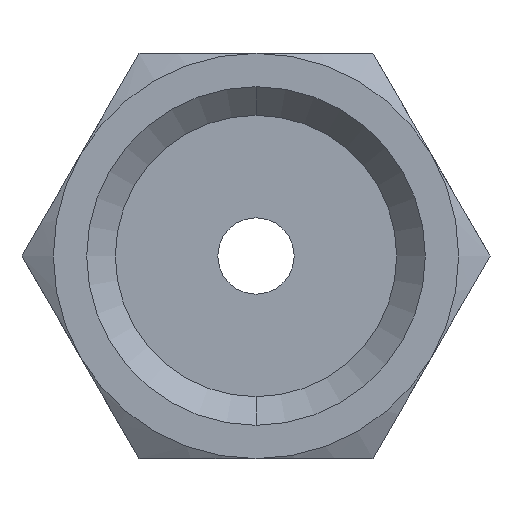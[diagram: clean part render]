
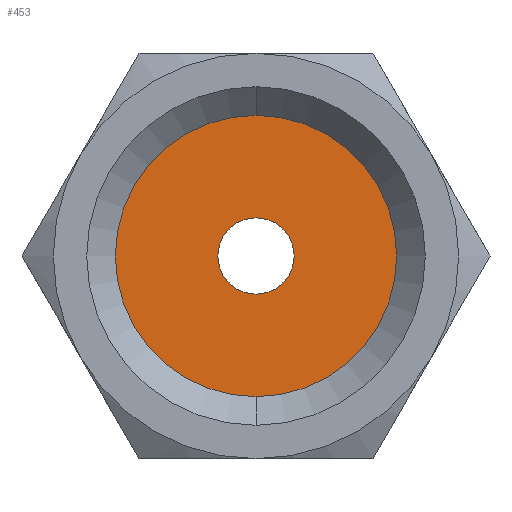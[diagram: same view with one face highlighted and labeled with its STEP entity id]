
A CAD part, front view. The second image highlights one B-rep face of the part: STEP entity #453.
In plain terms, the highlighted planar face has unit normal (0, -1, 0).
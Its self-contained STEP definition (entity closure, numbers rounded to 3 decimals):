
#14 = ORIENTED_EDGE ( 'NONE', *, *, #746, .F. ) ;
#27 = DIRECTION ( 'NONE',  ( 0., 0., 1. ) ) ;
#43 = CARTESIAN_POINT ( 'NONE',  ( 0., 11., 0. ) ) ;
#69 = CARTESIAN_POINT ( 'NONE',  ( 0., 11., 0. ) ) ;
#74 = CIRCLE ( 'NONE', #222, 1.6 ) ;
#109 = AXIS2_PLACEMENT_3D ( 'NONE', #69, #389, #366 ) ;
#123 = DIRECTION ( 'NONE',  ( 0., 0., 1. ) ) ;
#140 = DIRECTION ( 'NONE',  ( 0., -1., 0. ) ) ;
#146 = DIRECTION ( 'NONE',  ( 0., -1., 0. ) ) ;
#203 = VERTEX_POINT ( 'NONE', #512 ) ;
#222 = AXIS2_PLACEMENT_3D ( 'NONE', #43, #146, #123 ) ;
#301 = CARTESIAN_POINT ( 'NONE',  ( 0., 11., 1.6 ) ) ;
#366 = DIRECTION ( 'NONE',  ( 0., 0., 1. ) ) ;
#389 = DIRECTION ( 'NONE',  ( 0., 1., 0. ) ) ;
#444 = AXIS2_PLACEMENT_3D ( 'NONE', #674, #140, #27 ) ;
#452 = DIRECTION ( 'NONE',  ( 0., -1., 0. ) ) ;
#453 = ADVANCED_FACE ( 'NONE', ( #1373, #755 ), #894, .F. ) ;
#512 = CARTESIAN_POINT ( 'NONE',  ( 0., 11., 5.9 ) ) ;
#570 = EDGE_CURVE ( 'NONE', #1212, #203, #1278, .T. ) ;
#598 = DIRECTION ( 'NONE',  ( 0., 0., -1. ) ) ;
#611 = AXIS2_PLACEMENT_3D ( 'NONE', #802, #814, #728 ) ;
#642 = EDGE_LOOP ( 'NONE', ( #1031, #1282 ) ) ;
#674 = CARTESIAN_POINT ( 'NONE',  ( 0., 11., 0. ) ) ;
#720 = EDGE_CURVE ( 'NONE', #947, #1081, #74, .T. ) ;
#728 = DIRECTION ( 'NONE',  ( 0., 0., -1. ) ) ;
#742 = CIRCLE ( 'NONE', #863, 5.9 ) ;
#746 = EDGE_CURVE ( 'NONE', #1081, #947, #1317, .T. ) ;
#755 = FACE_BOUND ( 'NONE', #1320, .T. ) ;
#802 = CARTESIAN_POINT ( 'NONE',  ( 0., 11., 0. ) ) ;
#805 = CARTESIAN_POINT ( 'NONE',  ( 0., 11., -1.6 ) ) ;
#814 = DIRECTION ( 'NONE',  ( 0., -1., 0. ) ) ;
#844 = ORIENTED_EDGE ( 'NONE', *, *, #720, .F. ) ;
#847 = EDGE_CURVE ( 'NONE', #203, #1212, #742, .T. ) ;
#863 = AXIS2_PLACEMENT_3D ( 'NONE', #1257, #452, #598 ) ;
#894 = PLANE ( 'NONE',  #109 ) ;
#947 = VERTEX_POINT ( 'NONE', #301 ) ;
#1031 = ORIENTED_EDGE ( 'NONE', *, *, #570, .T. ) ;
#1081 = VERTEX_POINT ( 'NONE', #805 ) ;
#1212 = VERTEX_POINT ( 'NONE', #1268 ) ;
#1257 = CARTESIAN_POINT ( 'NONE',  ( 0., 11., 0. ) ) ;
#1268 = CARTESIAN_POINT ( 'NONE',  ( 0., 11., -5.9 ) ) ;
#1278 = CIRCLE ( 'NONE', #611, 5.9 ) ;
#1282 = ORIENTED_EDGE ( 'NONE', *, *, #847, .T. ) ;
#1317 = CIRCLE ( 'NONE', #444, 1.6 ) ;
#1320 = EDGE_LOOP ( 'NONE', ( #844, #14 ) ) ;
#1373 = FACE_OUTER_BOUND ( 'NONE', #642, .T. ) ;
